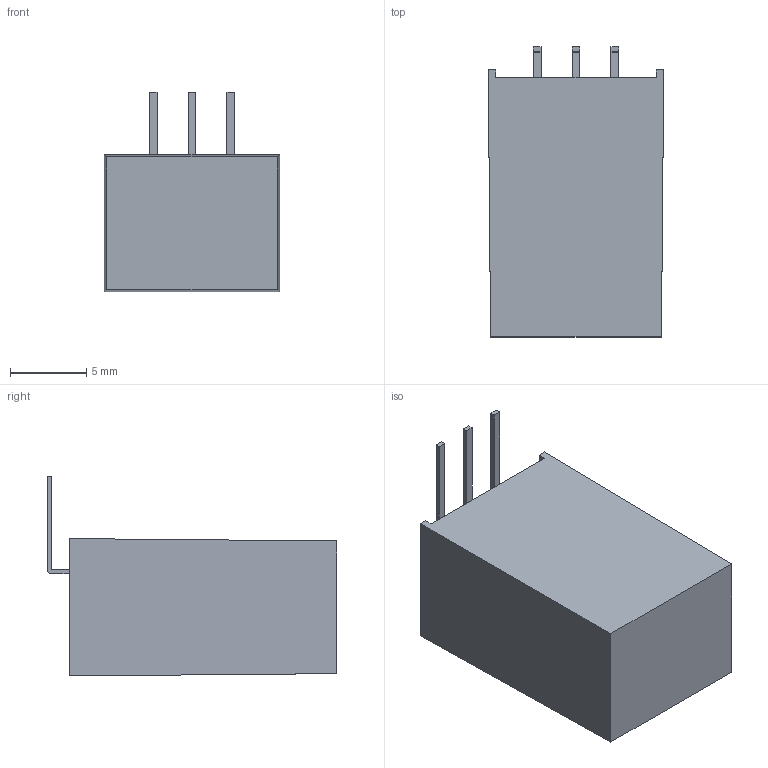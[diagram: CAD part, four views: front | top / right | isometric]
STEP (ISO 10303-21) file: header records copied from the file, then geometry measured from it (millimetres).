
FILE_DESCRIPTION((''),'2;1');
FILE_NAME('K78XX-1000L_ASM','2016-04-18T',('eng706'),(''),'PRO/ENGINEER BY PARAMETRIC TECHNOLOGY CORPORATION, 2014000','PRO/ENGINEER BY PARAMETRIC TECHNOLOGY CORPORATION, 2014000','');
FILE_SCHEMA(('AUTOMOTIVE_DESIGN { 1 0 10303 214 1 1 1 1 }'));
Length unit declared in the file: millimetre
Products named in the file (3): 11000001_4_1_1; PIN_3_1_1; K78XX-1000L_ASM
Assembly tree (4 placements, depth 2):
  K78XX-1000L_ASM
    11000001_4_1_1
    PIN_3_1_1  x3
Bounding box: 11.5 x 19 x 13.1 mm (x, y, z)
Volume: 1713.3 mm3; surface area: 945.8 mm2
Topology: 4 solids, 4 shells, 43 faces, 102 edges, 68 vertices
Faces by surface type: plane 35, cylinder 8
Entity records: 1110 total; most frequent: CARTESIAN_POINT 129, DIRECTION 122, ORIENTED_EDGE 108, PRESENTATION_STYLE_ASSIGNMENT 57, STYLED_ITEM 56, CURVE_STYLE 54, COLOUR_RGB 54, EDGE_CURVE 54
